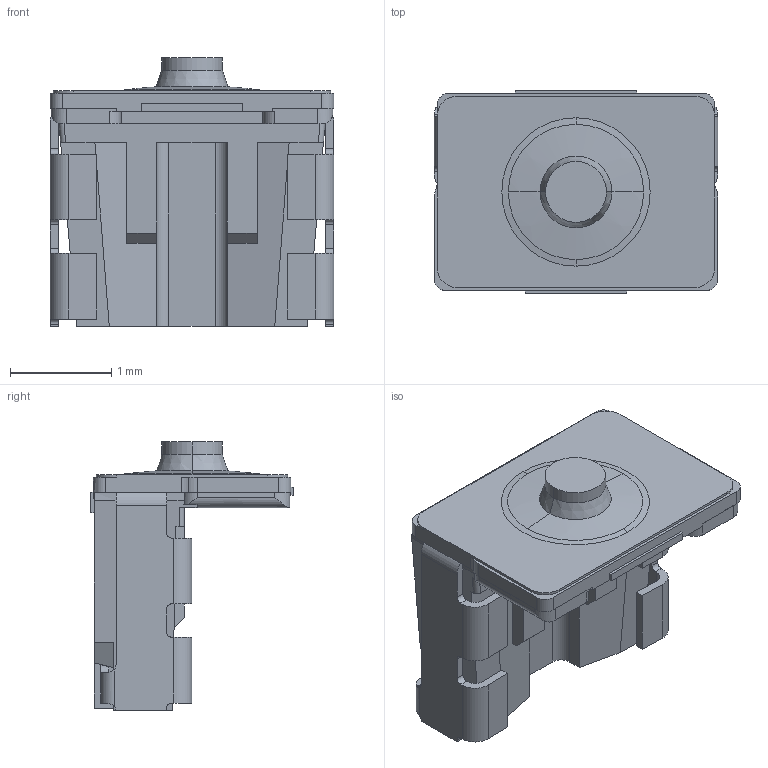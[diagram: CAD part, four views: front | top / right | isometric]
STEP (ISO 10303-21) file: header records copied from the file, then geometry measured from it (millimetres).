
FILE_DESCRIPTION (( 'STEP AP203' ), '1' );
FILE_NAME ('EVPAVAA1A.STEP', '2013-09-06T11:30:12', ( '' ), ( '' ), 'SwSTEP 2.0', 'SolidWorks 2012', '' );
FILE_SCHEMA (( 'CONFIG_CONTROL_DESIGN' ));
Length unit declared in the file: millimetre
Products named in the file (1): EVPAVAA1A
Bounding box: 2.8 x 2 x 2.65 mm (x, y, z)
Volume: 5.4 mm3; surface area: 38.5 mm2
Topology: 1 solids, 1 shells, 223 faces, 638 edges, 418 vertices
Faces by surface type: plane 153, cylinder 60, cone 4, bspline 4, sphere 2
Entity records: 7479 total; most frequent: CARTESIAN_POINT 1534, ORIENTED_EDGE 1276, DIRECTION 1174, EDGE_CURVE 638, VECTOR 486, LINE 486, VERTEX_POINT 418, AXIS2_PLACEMENT_3D 344
